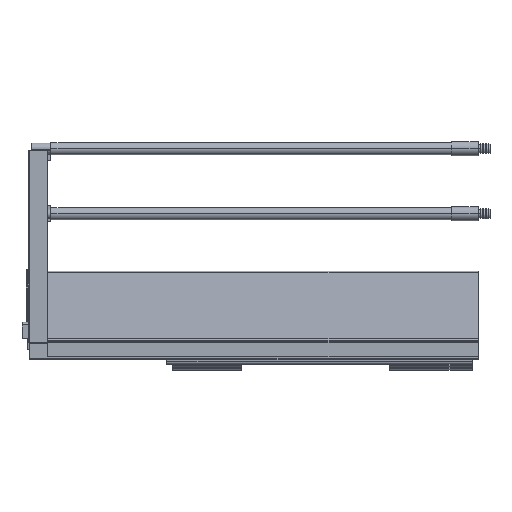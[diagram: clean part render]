
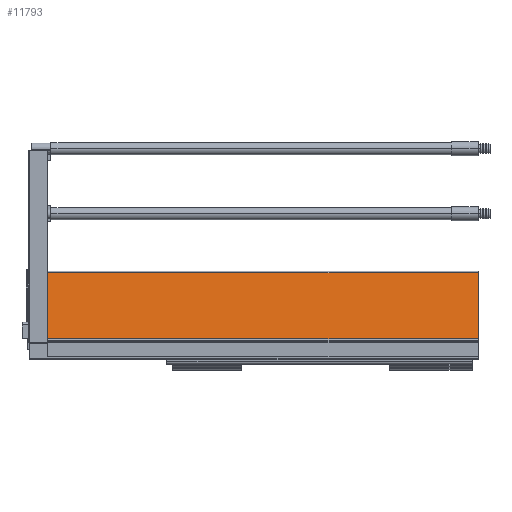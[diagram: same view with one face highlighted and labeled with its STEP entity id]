
A CAD part, top view. The second image highlights one B-rep face of the part: STEP entity #11793.
In plain terms, the highlighted planar face has unit normal (0, 0.139, 0.99).
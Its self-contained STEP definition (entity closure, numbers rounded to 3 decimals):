
#25 = DIRECTION ( 'NONE',  ( 0., -0.99, 0.139 ) ) ;
#333 = ORIENTED_EDGE ( 'NONE', *, *, #1058, .F. ) ;
#460 = LINE ( 'NONE', #10184, #7460 ) ;
#544 = EDGE_CURVE ( 'NONE', #5670, #7708, #460, .T. ) ;
#746 = EDGE_CURVE ( 'NONE', #10782, #7113, #10534, .T. ) ;
#1058 = EDGE_CURVE ( 'NONE', #5670, #10782, #8314, .T. ) ;
#2533 = VECTOR ( 'NONE', #11659, 1000. ) ;
#2583 = DIRECTION ( 'NONE',  ( 1., 0., 0. ) ) ;
#2726 = CARTESIAN_POINT ( 'NONE',  ( -423.5, 75.024, 25.028 ) ) ;
#3617 = CARTESIAN_POINT ( 'NONE',  ( 0., 10.222, 34.135 ) ) ;
#4053 = DIRECTION ( 'NONE',  ( 0., 0.99, -0.139 ) ) ;
#4918 = CARTESIAN_POINT ( 'NONE',  ( -423.5, 75.024, 25.028 ) ) ;
#5232 = CARTESIAN_POINT ( 'NONE',  ( -443., 75.024, 25.028 ) ) ;
#5670 = VERTEX_POINT ( 'NONE', #11517 ) ;
#7113 = VERTEX_POINT ( 'NONE', #7634 ) ;
#7242 = DIRECTION ( 'NONE',  ( 0., 0.139, 0.99 ) ) ;
#7316 = CARTESIAN_POINT ( 'NONE',  ( -443., 75.024, 25.028 ) ) ;
#7455 = PLANE ( 'NONE',  #10901 ) ;
#7460 = VECTOR ( 'NONE', #2583, 1000. ) ;
#7587 = LINE ( 'NONE', #9682, #13272 ) ;
#7634 = CARTESIAN_POINT ( 'NONE',  ( 0., 75.024, 25.028 ) ) ;
#7708 = VERTEX_POINT ( 'NONE', #3617 ) ;
#8025 = EDGE_CURVE ( 'NONE', #7113, #7708, #7587, .T. ) ;
#8314 = LINE ( 'NONE', #2726, #12988 ) ;
#9205 = EDGE_LOOP ( 'NONE', ( #333, #11435, #13666, #12334 ) ) ;
#9478 = FACE_OUTER_BOUND ( 'NONE', #9205, .T. ) ;
#9682 = CARTESIAN_POINT ( 'NONE',  ( 0., 75.024, 25.028 ) ) ;
#9887 = DIRECTION ( 'NONE',  ( 0., -0.99, 0.139 ) ) ;
#10184 = CARTESIAN_POINT ( 'NONE',  ( 0., 10.222, 34.135 ) ) ;
#10534 = LINE ( 'NONE', #5232, #2533 ) ;
#10782 = VERTEX_POINT ( 'NONE', #4918 ) ;
#10901 = AXIS2_PLACEMENT_3D ( 'NONE', #7316, #7242, #25 ) ;
#11435 = ORIENTED_EDGE ( 'NONE', *, *, #544, .T. ) ;
#11517 = CARTESIAN_POINT ( 'NONE',  ( -423.5, 10.222, 34.135 ) ) ;
#11659 = DIRECTION ( 'NONE',  ( 1., 0., 0. ) ) ;
#11793 = ADVANCED_FACE ( 'NONE', ( #9478 ), #7455, .T. ) ;
#12334 = ORIENTED_EDGE ( 'NONE', *, *, #746, .F. ) ;
#12988 = VECTOR ( 'NONE', #4053, 1000. ) ;
#13272 = VECTOR ( 'NONE', #9887, 1000. ) ;
#13666 = ORIENTED_EDGE ( 'NONE', *, *, #8025, .F. ) ;
